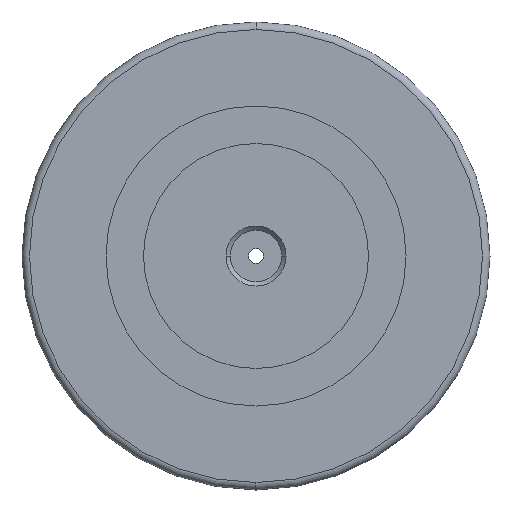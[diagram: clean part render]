
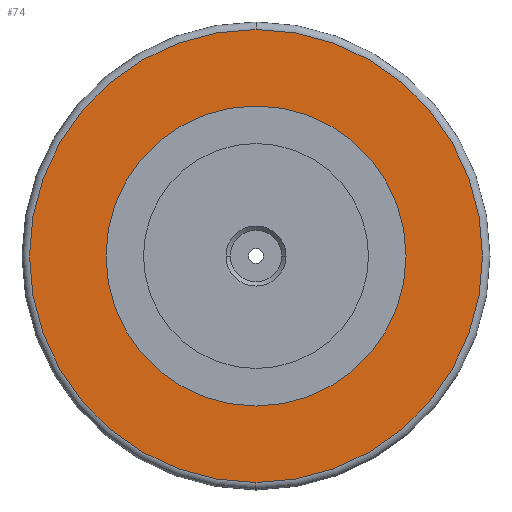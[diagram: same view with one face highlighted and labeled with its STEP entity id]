
A CAD part, left-side view. The second image highlights one B-rep face of the part: STEP entity #74.
In plain terms, the highlighted planar face has unit normal (-1, 0, 0).
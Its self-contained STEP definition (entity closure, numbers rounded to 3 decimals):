
#74=ADVANCED_FACE('',(#139,#140),#141,.T.);
#139=FACE_BOUND('',#207,.T.);
#140=FACE_OUTER_BOUND('',#208,.T.);
#141=PLANE('',#209);
#207=EDGE_LOOP('',(#415,#416));
#208=EDGE_LOOP('',(#417,#418,#419));
#209=AXIS2_PLACEMENT_3D('',#420,#421,#422);
#415=ORIENTED_EDGE('',*,*,#486,.T.);
#416=ORIENTED_EDGE('',*,*,#444,.T.);
#417=ORIENTED_EDGE('',*,*,#487,.T.);
#418=ORIENTED_EDGE('',*,*,#440,.T.);
#419=ORIENTED_EDGE('',*,*,#488,.T.);
#420=CARTESIAN_POINT('',(8.0,0.0,0.0));
#421=DIRECTION('',(-1.0,0.0,0.0));
#422=DIRECTION('',(0.0,0.0,1.0));
#440=EDGE_CURVE('',#508,#510,#512,.T.);
#444=EDGE_CURVE('',#514,#518,#520,.T.);
#486=EDGE_CURVE('',#518,#514,#588,.T.);
#487=EDGE_CURVE('',#589,#508,#590,.T.);
#488=EDGE_CURVE('',#510,#589,#591,.T.);
#508=VERTEX_POINT('',#616);
#510=VERTEX_POINT('',#618);
#512=CIRCLE('',#620,30.2);
#514=VERTEX_POINT('',#622);
#518=VERTEX_POINT('',#627);
#520=CIRCLE('',#630,20.0);
#588=CIRCLE('',#712,20.0);
#589=VERTEX_POINT('',#713);
#590=CIRCLE('',#714,30.2);
#591=CIRCLE('',#715,30.2);
#616=CARTESIAN_POINT('',(8.0,0.,30.2));
#618=CARTESIAN_POINT('',(8.0,0.,-30.2));
#620=AXIS2_PLACEMENT_3D('',#748,#749,#750);
#622=CARTESIAN_POINT('',(8.0,0.,-20.0));
#627=CARTESIAN_POINT('',(8.0,0.,20.0));
#630=AXIS2_PLACEMENT_3D('',#756,#757,#758);
#712=AXIS2_PLACEMENT_3D('',#854,#855,#856);
#713=CARTESIAN_POINT('',(8.0,-30.2,0.));
#714=AXIS2_PLACEMENT_3D('',#857,#858,#859);
#715=AXIS2_PLACEMENT_3D('',#860,#861,#862);
#748=CARTESIAN_POINT('',(8.0,0.0,0.0));
#749=DIRECTION('',(-1.0,-0.0,0.0));
#750=DIRECTION('',(0.0,-1.0,0.));
#756=CARTESIAN_POINT('',(8.0,0.0,0.0));
#757=DIRECTION('',(1.0,0.0,0.0));
#758=DIRECTION('',(0.0,0.0,-1.0));
#854=CARTESIAN_POINT('',(8.0,0.0,0.0));
#855=DIRECTION('',(1.0,0.0,0.0));
#856=DIRECTION('',(0.0,0.0,-1.0));
#857=CARTESIAN_POINT('',(8.0,0.0,0.0));
#858=DIRECTION('',(-1.0,-0.0,0.0));
#859=DIRECTION('',(0.0,-1.0,0.));
#860=CARTESIAN_POINT('',(8.0,0.0,0.0));
#861=DIRECTION('',(-1.0,-0.0,0.0));
#862=DIRECTION('',(0.0,-1.0,0.));
